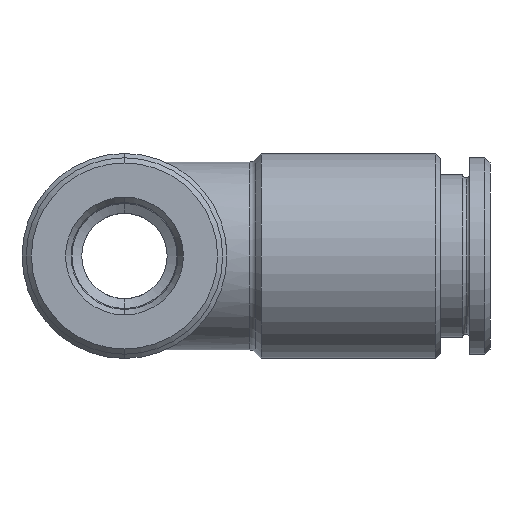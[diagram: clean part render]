
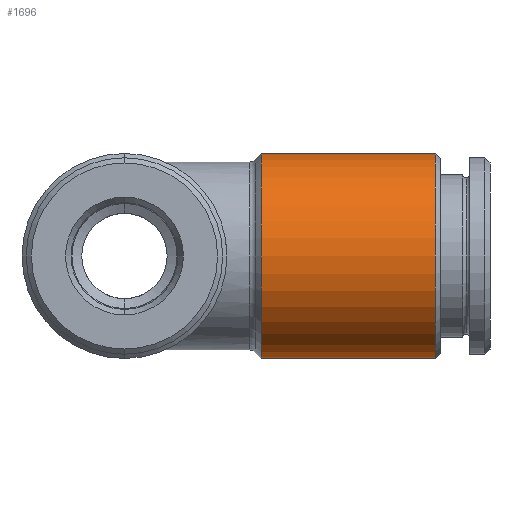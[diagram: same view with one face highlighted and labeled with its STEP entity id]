
A CAD part, left-side view. The second image highlights one B-rep face of the part: STEP entity #1696.
In plain terms, the highlighted cylindrical face has radius 6 mm (diameter 12 mm), a partial arc.
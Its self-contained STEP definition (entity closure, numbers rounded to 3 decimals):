
#107 = CARTESIAN_POINT ( 'NONE',  ( 0., -8., 6. ) ) ;
#204 = DIRECTION ( 'NONE',  ( 0., 0., 1. ) ) ;
#211 = AXIS2_PLACEMENT_3D ( 'NONE', #1806, #2908, #661 ) ;
#214 = DIRECTION ( 'NONE',  ( 0., 0., 1. ) ) ;
#290 = AXIS2_PLACEMENT_3D ( 'NONE', #2472, #2936, #204 ) ;
#341 = LINE ( 'NONE', #477, #1338 ) ;
#398 = EDGE_LOOP ( 'NONE', ( #866, #2171, #2277, #984 ) ) ;
#457 = LINE ( 'NONE', #1330, #993 ) ;
#477 = CARTESIAN_POINT ( 'NONE',  ( 0., 0., 6. ) ) ;
#661 = DIRECTION ( 'NONE',  ( 0., 0., -1. ) ) ;
#704 = CYLINDRICAL_SURFACE ( 'NONE', #915, 6. ) ;
#866 = ORIENTED_EDGE ( 'NONE', *, *, #2116, .F. ) ;
#915 = AXIS2_PLACEMENT_3D ( 'NONE', #2252, #2486, #214 ) ;
#984 = ORIENTED_EDGE ( 'NONE', *, *, #2049, .T. ) ;
#993 = VECTOR ( 'NONE', #1133, 1000. ) ;
#1133 = DIRECTION ( 'NONE',  ( 0., 1., 0. ) ) ;
#1274 = CIRCLE ( 'NONE', #211, 6. ) ;
#1275 = CIRCLE ( 'NONE', #290, 6. ) ;
#1330 = CARTESIAN_POINT ( 'NONE',  ( 0., 0., -6. ) ) ;
#1338 = VECTOR ( 'NONE', #1587, 1000. ) ;
#1562 = VERTEX_POINT ( 'NONE', #107 ) ;
#1587 = DIRECTION ( 'NONE',  ( 0., 1., 0. ) ) ;
#1658 = EDGE_CURVE ( 'NONE', #2242, #2032, #1275, .T. ) ;
#1666 = FACE_OUTER_BOUND ( 'NONE', #398, .T. ) ;
#1696 = ADVANCED_FACE ( 'NONE', ( #1666 ), #704, .T. ) ;
#1806 = CARTESIAN_POINT ( 'NONE',  ( 0., -8., 0. ) ) ;
#1957 = EDGE_CURVE ( 'NONE', #2032, #1562, #341, .T. ) ;
#2032 = VERTEX_POINT ( 'NONE', #2187 ) ;
#2046 = CARTESIAN_POINT ( 'NONE',  ( 0., -18.2, -6. ) ) ;
#2049 = EDGE_CURVE ( 'NONE', #1562, #2387, #1274, .T. ) ;
#2116 = EDGE_CURVE ( 'NONE', #2242, #2387, #457, .T. ) ;
#2171 = ORIENTED_EDGE ( 'NONE', *, *, #1658, .T. ) ;
#2187 = CARTESIAN_POINT ( 'NONE',  ( 0., -18.2, 6. ) ) ;
#2242 = VERTEX_POINT ( 'NONE', #2046 ) ;
#2252 = CARTESIAN_POINT ( 'NONE',  ( 0., 0., 0. ) ) ;
#2277 = ORIENTED_EDGE ( 'NONE', *, *, #1957, .T. ) ;
#2387 = VERTEX_POINT ( 'NONE', #2443 ) ;
#2443 = CARTESIAN_POINT ( 'NONE',  ( 0., -8., -6. ) ) ;
#2472 = CARTESIAN_POINT ( 'NONE',  ( 0., -18.2, 0. ) ) ;
#2486 = DIRECTION ( 'NONE',  ( 0., 1., 0. ) ) ;
#2908 = DIRECTION ( 'NONE',  ( 0., -1., 0. ) ) ;
#2936 = DIRECTION ( 'NONE',  ( 0., 1., 0. ) ) ;
